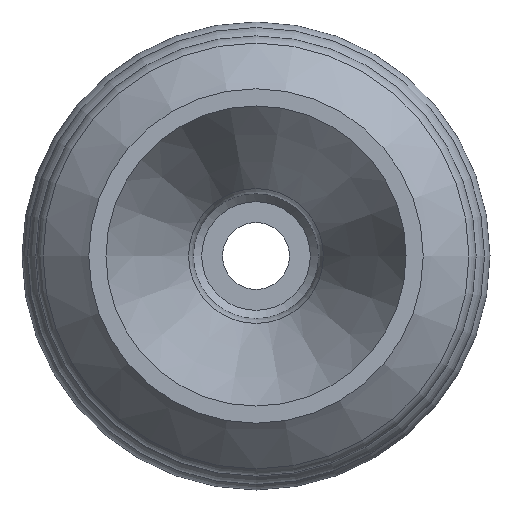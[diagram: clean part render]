
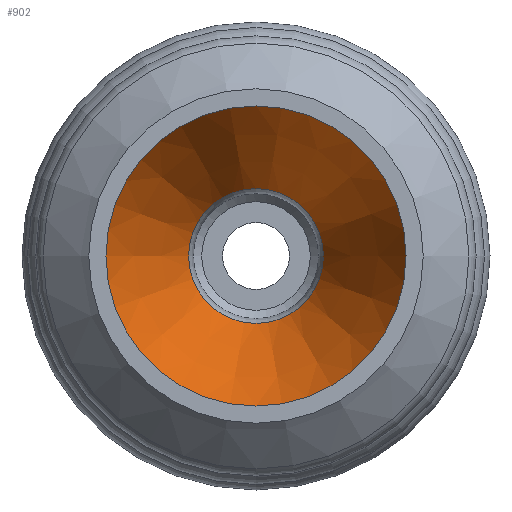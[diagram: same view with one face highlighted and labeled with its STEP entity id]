
A CAD part, front view. The second image highlights one B-rep face of the part: STEP entity #902.
In plain terms, the highlighted conical face has half-angle 25.779 degrees and reference radius 6.504 mm.
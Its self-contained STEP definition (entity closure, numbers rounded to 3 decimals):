
#33=LINE('',#1617,#54);
#54=VECTOR('',#1277,6.504);
#75=CONICAL_SURFACE('',#1020,6.504,0.45);
#103=FACE_OUTER_BOUND('',#146,.T.);
#146=EDGE_LOOP('',(#692,#693,#694,#695,#696,#697,#698));
#227=CIRCLE('',#1018,8.974);
#228=CIRCLE('',#1019,8.974);
#229=CIRCLE('',#1021,4.035);
#230=CIRCLE('',#1022,4.035);
#231=CIRCLE('',#1023,4.035);
#350=VERTEX_POINT('',#1611);
#351=VERTEX_POINT('',#1612);
#352=VERTEX_POINT('',#1616);
#353=VERTEX_POINT('',#1618);
#354=VERTEX_POINT('',#1620);
#479=EDGE_CURVE('',#350,#351,#227,.T.);
#480=EDGE_CURVE('',#351,#350,#228,.T.);
#481=EDGE_CURVE('',#351,#352,#33,.T.);
#482=EDGE_CURVE('',#353,#352,#229,.T.);
#483=EDGE_CURVE('',#354,#353,#230,.T.);
#484=EDGE_CURVE('',#352,#354,#231,.T.);
#692=ORIENTED_EDGE('',*,*,#479,.T.);
#693=ORIENTED_EDGE('',*,*,#481,.T.);
#694=ORIENTED_EDGE('',*,*,#482,.F.);
#695=ORIENTED_EDGE('',*,*,#483,.F.);
#696=ORIENTED_EDGE('',*,*,#484,.F.);
#697=ORIENTED_EDGE('',*,*,#481,.F.);
#698=ORIENTED_EDGE('',*,*,#480,.T.);
#902=ADVANCED_FACE('',(#103),#75,.F.);
#1018=AXIS2_PLACEMENT_3D('',#1613,#1271,#1272);
#1019=AXIS2_PLACEMENT_3D('',#1614,#1273,#1274);
#1020=AXIS2_PLACEMENT_3D('',#1615,#1275,#1276);
#1021=AXIS2_PLACEMENT_3D('',#1619,#1278,#1279);
#1022=AXIS2_PLACEMENT_3D('',#1621,#1280,#1281);
#1023=AXIS2_PLACEMENT_3D('',#1622,#1282,#1283);
#1271=DIRECTION('center_axis',(0.,-1.,0.));
#1272=DIRECTION('ref_axis',(1.,0.,0.));
#1273=DIRECTION('center_axis',(0.,-1.,0.));
#1274=DIRECTION('ref_axis',(1.,0.,0.));
#1275=DIRECTION('center_axis',(0.,-1.,0.));
#1276=DIRECTION('ref_axis',(1.,0.,0.));
#1277=DIRECTION('',(0.435,0.9,0.));
#1278=DIRECTION('center_axis',(0.,-1.,0.));
#1279=DIRECTION('ref_axis',(1.,0.,0.));
#1280=DIRECTION('center_axis',(0.,-1.,0.));
#1281=DIRECTION('ref_axis',(1.,0.,0.));
#1282=DIRECTION('center_axis',(0.,-1.,0.));
#1283=DIRECTION('ref_axis',(1.,0.,0.));
#1611=CARTESIAN_POINT('',(8.974,0.,0.));
#1612=CARTESIAN_POINT('',(-8.974,0.,0.));
#1613=CARTESIAN_POINT('Origin',(0.,0.,0.));
#1614=CARTESIAN_POINT('Origin',(0.,0.,0.));
#1615=CARTESIAN_POINT('Origin',(0.,5.113,0.));
#1616=CARTESIAN_POINT('',(-4.035,10.226,0.));
#1617=CARTESIAN_POINT('',(-6.504,5.113,0.));
#1618=CARTESIAN_POINT('',(0.,10.226,4.035));
#1619=CARTESIAN_POINT('Origin',(0.,10.226,0.));
#1620=CARTESIAN_POINT('',(4.035,10.226,0.));
#1621=CARTESIAN_POINT('Origin',(0.,10.226,0.));
#1622=CARTESIAN_POINT('Origin',(0.,10.226,0.));
